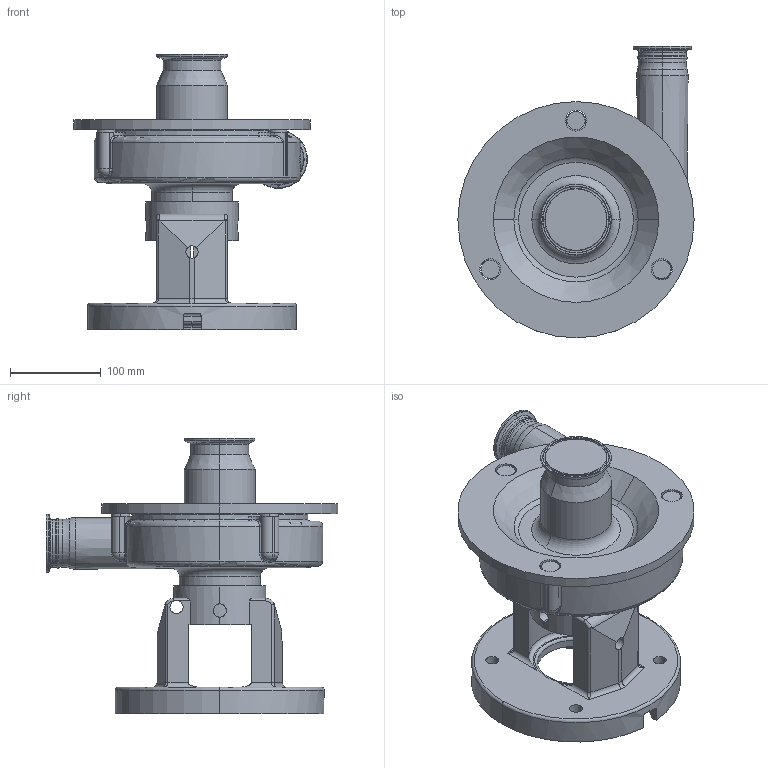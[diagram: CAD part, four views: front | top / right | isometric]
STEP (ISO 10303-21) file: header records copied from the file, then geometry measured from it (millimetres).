
FILE_DESCRIPTION (( 'STEP AP214' ), '1' );
FILE_NAME ('FPX 3531-3532 180TC VERT.STEP', '2022-12-19T16:33:49', ( '' ), ( '' ), 'SwSTEP 2.0', 'SolidWorks 2021', '' );
FILE_SCHEMA (( 'AUTOMOTIVE_DESIGN' ));
Length unit declared in the file: millimetre
Products named in the file (2): FPX 3531-3532 180TC VERT; FPX 353 180TC VERT^1275000090.STEP
Assembly tree (1 placements, depth 2):
  FPX 3531-3532 180TC VERT
    FPX 353 180TC VERT^1275000090.STEP
Bounding box: 260 x 321 x 303 mm (x, y, z)
Volume: 4002131.6 mm3; surface area: 492289.8 mm2
Topology: 1 solids, 4 shells, 504 faces, 1230 edges, 723 vertices
Faces by surface type: cylinder 186, torus 118, plane 86, bspline 64, cone 32, sphere 18
Entity records: 37365 total; most frequent: CARTESIAN_POINT 25905, ORIENTED_EDGE 2434, DIRECTION 2380, EDGE_CURVE 1217, AXIS2_PLACEMENT_3D 1009, VERTEX_POINT 721, CIRCLE 565, EDGE_LOOP 538
